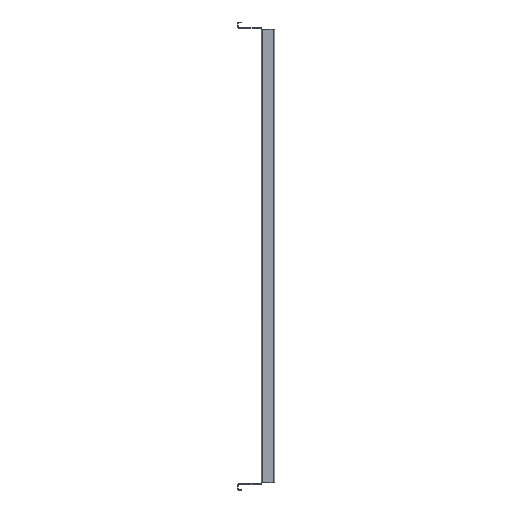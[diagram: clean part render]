
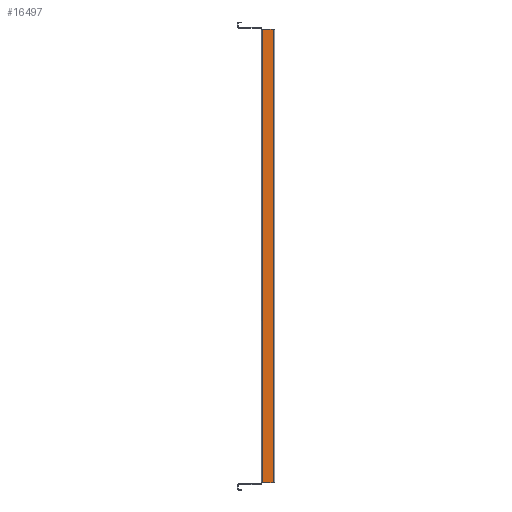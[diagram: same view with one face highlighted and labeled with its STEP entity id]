
A CAD part, left-side view. The second image highlights one B-rep face of the part: STEP entity #16497.
In plain terms, the highlighted planar face has unit normal (-1, 0, 0).
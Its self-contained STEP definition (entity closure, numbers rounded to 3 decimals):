
#801 = EDGE_CURVE ( 'NONE', #13700, #4313, #17054, .T. ) ;
#1019 = EDGE_CURVE ( 'NONE', #12215, #13700, #15074, .T. ) ;
#2721 = PLANE ( 'NONE',  #9012 ) ;
#2804 = EDGE_CURVE ( 'NONE', #6732, #12215, #10027, .T. ) ;
#3194 = DIRECTION ( 'NONE',  ( 0., 0., -1. ) ) ;
#3808 = CARTESIAN_POINT ( 'NONE',  ( -180., -29., -543. ) ) ;
#4313 = VERTEX_POINT ( 'NONE', #13970 ) ;
#4424 = FACE_OUTER_BOUND ( 'NONE', #12843, .T. ) ;
#4754 = DIRECTION ( 'NONE',  ( 0., 0., 1. ) ) ;
#5075 = VECTOR ( 'NONE', #3194, 1000. ) ;
#5367 = VECTOR ( 'NONE', #6673, 1000. ) ;
#5508 = CARTESIAN_POINT ( 'NONE',  ( -180., 0., 0. ) ) ;
#5908 = CARTESIAN_POINT ( 'NONE',  ( -180., -29., 543. ) ) ;
#6495 = CARTESIAN_POINT ( 'NONE',  ( -180., 0., -543. ) ) ;
#6673 = DIRECTION ( 'NONE',  ( 0., -1., 0. ) ) ;
#6700 = CARTESIAN_POINT ( 'NONE',  ( -180., -4., 543. ) ) ;
#6732 = VERTEX_POINT ( 'NONE', #3808 ) ;
#7100 = CARTESIAN_POINT ( 'NONE',  ( -180., 0., 543. ) ) ;
#7468 = CARTESIAN_POINT ( 'NONE',  ( -180., -4., 0. ) ) ;
#7740 = LINE ( 'NONE', #6495, #5367 ) ;
#8178 = DIRECTION ( 'NONE',  ( -1., 0., 0. ) ) ;
#9012 = AXIS2_PLACEMENT_3D ( 'NONE', #5508, #8178, #11210 ) ;
#9871 = DIRECTION ( 'NONE',  ( 0., 1., 0. ) ) ;
#10027 = LINE ( 'NONE', #15498, #12705 ) ;
#11210 = DIRECTION ( 'NONE',  ( 0., -1., 0. ) ) ;
#12215 = VERTEX_POINT ( 'NONE', #5908 ) ;
#12705 = VECTOR ( 'NONE', #4754, 1000. ) ;
#12843 = EDGE_LOOP ( 'NONE', ( #12881, #16972, #16450, #16833 ) ) ;
#12881 = ORIENTED_EDGE ( 'NONE', *, *, #17624, .T. ) ;
#13700 = VERTEX_POINT ( 'NONE', #6700 ) ;
#13970 = CARTESIAN_POINT ( 'NONE',  ( -180., -4., -543. ) ) ;
#15074 = LINE ( 'NONE', #7100, #16794 ) ;
#15498 = CARTESIAN_POINT ( 'NONE',  ( -180., -29., -543. ) ) ;
#16450 = ORIENTED_EDGE ( 'NONE', *, *, #1019, .T. ) ;
#16497 = ADVANCED_FACE ( 'NONE', ( #4424 ), #2721, .T. ) ;
#16794 = VECTOR ( 'NONE', #9871, 1000. ) ;
#16833 = ORIENTED_EDGE ( 'NONE', *, *, #801, .T. ) ;
#16972 = ORIENTED_EDGE ( 'NONE', *, *, #2804, .T. ) ;
#17054 = LINE ( 'NONE', #7468, #5075 ) ;
#17624 = EDGE_CURVE ( 'NONE', #4313, #6732, #7740, .T. ) ;
